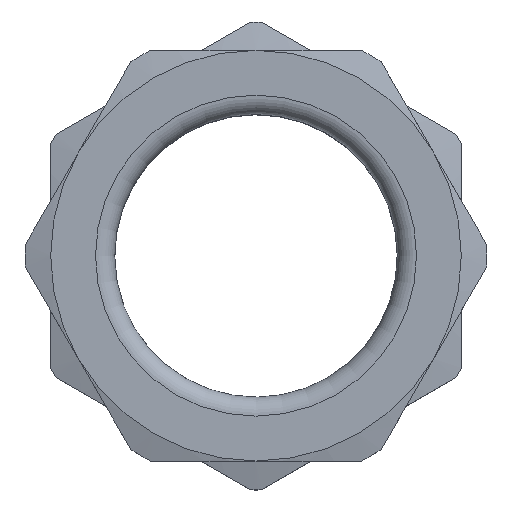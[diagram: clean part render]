
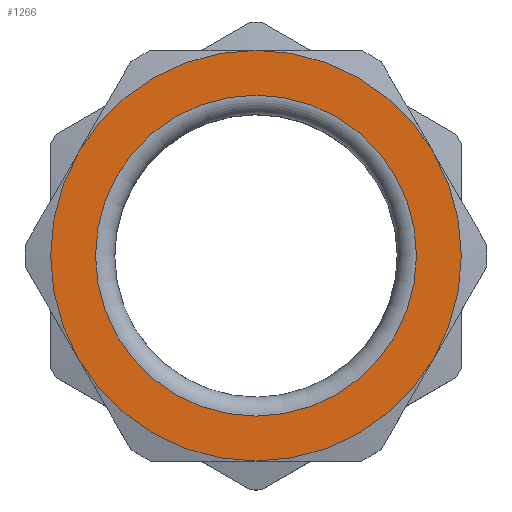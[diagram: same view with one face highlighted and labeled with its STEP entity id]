
A CAD part, top view. The second image highlights one B-rep face of the part: STEP entity #1266.
In plain terms, the highlighted planar face has unit normal (0, 0, 1).
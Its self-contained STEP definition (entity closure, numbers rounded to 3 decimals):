
#401=CARTESIAN_POINT('',(-28.146,-16.25,50.));
#402=VERTEX_POINT('',#401);
#449=CARTESIAN_POINT('',(-28.146,16.25,50.));
#450=VERTEX_POINT('',#449);
#497=CARTESIAN_POINT('',(-0.,32.5,50.));
#498=VERTEX_POINT('',#497);
#548=CARTESIAN_POINT('',(28.146,16.25,50.));
#549=VERTEX_POINT('',#548);
#596=CARTESIAN_POINT('',(28.146,-16.25,50.));
#597=VERTEX_POINT('',#596);
#644=CARTESIAN_POINT('',(0.,-32.5,50.));
#645=VERTEX_POINT('',#644);
#685=CARTESIAN_POINT('',(0.,0.,50.));
#686=DIRECTION('',(-0.,-0.,-1.));
#687=DIRECTION('',(0.,1.,-0.));
#688=AXIS2_PLACEMENT_3D('',#685,#686,#687);
#689=CIRCLE('',#688,32.5);
#690=EDGE_CURVE('',#645,#402,#689,.T.);
#709=CARTESIAN_POINT('',(0.,0.,50.));
#710=DIRECTION('',(-0.,-0.,-1.));
#711=DIRECTION('',(0.,1.,-0.));
#712=AXIS2_PLACEMENT_3D('',#709,#710,#711);
#713=CIRCLE('',#712,32.5);
#714=EDGE_CURVE('',#597,#645,#713,.T.);
#733=CARTESIAN_POINT('',(0.,0.,50.));
#734=DIRECTION('',(-0.,-0.,-1.));
#735=DIRECTION('',(0.,1.,-0.));
#736=AXIS2_PLACEMENT_3D('',#733,#734,#735);
#737=CIRCLE('',#736,32.5);
#738=EDGE_CURVE('',#549,#597,#737,.T.);
#757=CARTESIAN_POINT('',(0.,0.,50.));
#758=DIRECTION('',(-0.,-0.,-1.));
#759=DIRECTION('',(0.,1.,-0.));
#760=AXIS2_PLACEMENT_3D('',#757,#758,#759);
#761=CIRCLE('',#760,32.5);
#762=EDGE_CURVE('',#498,#549,#761,.T.);
#781=CARTESIAN_POINT('',(0.,0.,50.));
#782=DIRECTION('',(-0.,-0.,-1.));
#783=DIRECTION('',(0.,1.,-0.));
#784=AXIS2_PLACEMENT_3D('',#781,#782,#783);
#785=CIRCLE('',#784,32.5);
#786=EDGE_CURVE('',#450,#498,#785,.T.);
#805=CARTESIAN_POINT('',(0.,0.,50.));
#806=DIRECTION('',(-0.,-0.,-1.));
#807=DIRECTION('',(0.,1.,-0.));
#808=AXIS2_PLACEMENT_3D('',#805,#806,#807);
#809=CIRCLE('',#808,32.5);
#810=EDGE_CURVE('',#402,#450,#809,.T.);
#1242=CARTESIAN_POINT('',(0.,0.,50.));
#1243=DIRECTION('',(0.,0.,1.));
#1244=DIRECTION('',(-0.,-1.,0.));
#1245=AXIS2_PLACEMENT_3D('',#1242,#1243,#1244);
#1246=PLANE('',#1245);
#1247=CARTESIAN_POINT('',(-0.,-25.4,50.));
#1248=VERTEX_POINT('',#1247);
#1249=CARTESIAN_POINT('',(0.,0.,50.));
#1250=DIRECTION('',(-0.,-0.,-1.));
#1251=DIRECTION('',(-0.,-1.,0.));
#1252=AXIS2_PLACEMENT_3D('',#1249,#1250,#1251);
#1253=CIRCLE('',#1252,25.4);
#1254=EDGE_CURVE('',#1248,#1248,#1253,.T.);
#1255=ORIENTED_EDGE('',*,*,#1254,.T.);
#1256=EDGE_LOOP('',(#1255));
#1257=FACE_BOUND('',#1256,.T.);
#1258=ORIENTED_EDGE('',*,*,#690,.F.);
#1259=ORIENTED_EDGE('',*,*,#714,.F.);
#1260=ORIENTED_EDGE('',*,*,#738,.F.);
#1261=ORIENTED_EDGE('',*,*,#762,.F.);
#1262=ORIENTED_EDGE('',*,*,#786,.F.);
#1263=ORIENTED_EDGE('',*,*,#810,.F.);
#1264=EDGE_LOOP('',(#1258,#1259,#1260,#1261,#1262,#1263));
#1265=FACE_BOUND('',#1264,.T.);
#1266=ADVANCED_FACE('',(#1257,#1265),#1246,.T.);
